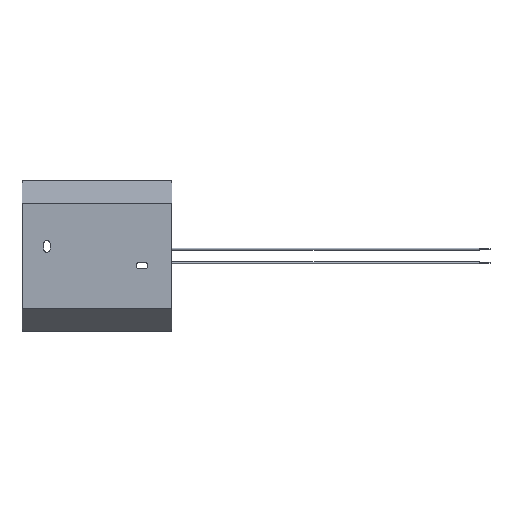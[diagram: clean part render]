
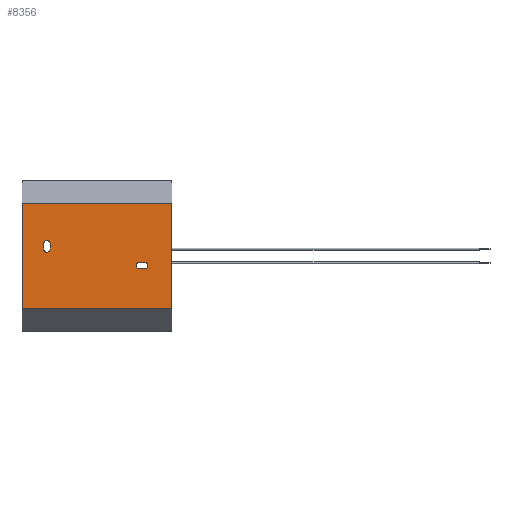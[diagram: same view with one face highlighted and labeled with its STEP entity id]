
A CAD part, front view. The second image highlights one B-rep face of the part: STEP entity #8356.
In plain terms, the highlighted planar face has unit normal (0, -1, 0).
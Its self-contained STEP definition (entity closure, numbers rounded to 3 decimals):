
#376 = ORIENTED_EDGE ( 'NONE', *, *, #4767, .F. ) ;
#528 = CARTESIAN_POINT ( 'NONE',  ( -22.02, 0., 0. ) ) ;
#766 = CARTESIAN_POINT ( 'NONE',  ( -23.52, 0., 5.79 ) ) ;
#1043 = LINE ( 'NONE', #1979, #1946 ) ;
#1047 = ORIENTED_EDGE ( 'NONE', *, *, #3820, .F. ) ;
#1196 = ORIENTED_EDGE ( 'NONE', *, *, #3447, .F. ) ;
#1502 = LINE ( 'NONE', #14866, #1868 ) ;
#1755 = VERTEX_POINT ( 'NONE', #3500 ) ;
#1768 = LINE ( 'NONE', #11296, #7010 ) ;
#1868 = VECTOR ( 'NONE', #7892, 1000. ) ;
#1946 = VECTOR ( 'NONE', #10045, 1000. ) ;
#1979 = CARTESIAN_POINT ( 'NONE',  ( 35.25, 0., -6.04 ) ) ;
#2681 = EDGE_CURVE ( 'NONE', #11641, #8172, #5405, .T. ) ;
#2699 = VERTEX_POINT ( 'NONE', #10764 ) ;
#2708 = LINE ( 'NONE', #14772, #14294 ) ;
#2726 = CARTESIAN_POINT ( 'NONE',  ( -25.02, 0., 3.29 ) ) ;
#2771 = DIRECTION ( 'NONE',  ( 0., 1., 0. ) ) ;
#2830 = ORIENTED_EDGE ( 'NONE', *, *, #4803, .F. ) ;
#3447 = EDGE_CURVE ( 'NONE', #7073, #3533, #2708, .T. ) ;
#3500 = CARTESIAN_POINT ( 'NONE',  ( -23.52, 0., 7.29 ) ) ;
#3526 = CARTESIAN_POINT ( 'NONE',  ( 20.01, 0., -3.04 ) ) ;
#3533 = VERTEX_POINT ( 'NONE', #8919 ) ;
#3651 = EDGE_CURVE ( 'NONE', #8172, #2699, #11930, .T. ) ;
#3792 = DIRECTION ( 'NONE',  ( 0., 0., 1. ) ) ;
#3820 = EDGE_CURVE ( 'NONE', #1755, #9251, #14818, .T. ) ;
#3857 = CARTESIAN_POINT ( 'NONE',  ( 22.51, 0., -6.04 ) ) ;
#4280 = DIRECTION ( 'NONE',  ( 0., 0., -1. ) ) ;
#4306 = EDGE_CURVE ( 'NONE', #13793, #7073, #1768, .T. ) ;
#4613 = VERTEX_POINT ( 'NONE', #2726 ) ;
#4643 = ORIENTED_EDGE ( 'NONE', *, *, #7484, .F. ) ;
#4767 = EDGE_CURVE ( 'NONE', #6038, #12550, #5548, .T. ) ;
#4790 = DIRECTION ( 'NONE',  ( -1., 0., 0. ) ) ;
#4803 = EDGE_CURVE ( 'NONE', #3533, #9394, #5750, .T. ) ;
#4924 = EDGE_CURVE ( 'NONE', #2699, #9015, #1043, .T. ) ;
#5169 = EDGE_CURVE ( 'NONE', #12550, #1755, #7156, .T. ) ;
#5405 = LINE ( 'NONE', #13196, #12293 ) ;
#5410 = ORIENTED_EDGE ( 'NONE', *, *, #11508, .F. ) ;
#5528 = EDGE_LOOP ( 'NONE', ( #14695, #1047, #14488, #376, #5410 ) ) ;
#5548 = LINE ( 'NONE', #528, #13700 ) ;
#5562 = FACE_OUTER_BOUND ( 'NONE', #13780, .T. ) ;
#5750 = LINE ( 'NONE', #12337, #6107 ) ;
#5754 = DIRECTION ( 'NONE',  ( 0., -1., 0. ) ) ;
#6038 = VERTEX_POINT ( 'NONE', #11966 ) ;
#6107 = VECTOR ( 'NONE', #4280, 1000. ) ;
#6324 = ORIENTED_EDGE ( 'NONE', *, *, #9562, .F. ) ;
#6720 = ORIENTED_EDGE ( 'NONE', *, *, #4924, .F. ) ;
#6879 = CARTESIAN_POINT ( 'NONE',  ( -35.25, 0., -24.85 ) ) ;
#6907 = DIRECTION ( 'NONE',  ( 0., -1., 0. ) ) ;
#6954 = CARTESIAN_POINT ( 'NONE',  ( 20.01, 0., -4.54 ) ) ;
#7010 = VECTOR ( 'NONE', #12371, 1000. ) ;
#7073 = VERTEX_POINT ( 'NONE', #12142 ) ;
#7099 = CARTESIAN_POINT ( 'NONE',  ( 22.51, 0., -3.04 ) ) ;
#7141 = DIRECTION ( 'NONE',  ( 0., -1., 0. ) ) ;
#7156 = CIRCLE ( 'NONE', #11588, 1.5 ) ;
#7484 = EDGE_CURVE ( 'NONE', #9015, #11641, #10667, .T. ) ;
#7568 = DIRECTION ( 'NONE',  ( 0., 0., 1. ) ) ;
#7892 = DIRECTION ( 'NONE',  ( 0., 0., -1. ) ) ;
#7918 = CARTESIAN_POINT ( 'NONE',  ( -25.02, 0., 5.79 ) ) ;
#8013 = CARTESIAN_POINT ( 'NONE',  ( 22.51, 0., -4.54 ) ) ;
#8172 = VERTEX_POINT ( 'NONE', #3526 ) ;
#8356 = ADVANCED_FACE ( 'NONE', ( #5562, #13924, #10835 ), #13037, .F. ) ;
#8551 = CARTESIAN_POINT ( 'NONE',  ( -23.52, 0., 3.29 ) ) ;
#8574 = DIRECTION ( 'NONE',  ( 0., 0., 1. ) ) ;
#8919 = CARTESIAN_POINT ( 'NONE',  ( 35.25, 0., 24.85 ) ) ;
#9015 = VERTEX_POINT ( 'NONE', #3857 ) ;
#9020 = EDGE_LOOP ( 'NONE', ( #9524, #4643, #6720, #10066 ) ) ;
#9027 = DIRECTION ( 'NONE',  ( 1., 0., 0. ) ) ;
#9133 = DIRECTION ( 'NONE',  ( 0., -1., 0. ) ) ;
#9190 = DIRECTION ( 'NONE',  ( 0., 0., 1. ) ) ;
#9250 = AXIS2_PLACEMENT_3D ( 'NONE', #8551, #7141, #12072 ) ;
#9251 = VERTEX_POINT ( 'NONE', #7918 ) ;
#9298 = DIRECTION ( 'NONE',  ( 0., 0., 1. ) ) ;
#9394 = VERTEX_POINT ( 'NONE', #13564 ) ;
#9412 = CARTESIAN_POINT ( 'NONE',  ( 35.25, 0., -24.85 ) ) ;
#9502 = CARTESIAN_POINT ( 'NONE',  ( -23.52, 0., 5.79 ) ) ;
#9524 = ORIENTED_EDGE ( 'NONE', *, *, #2681, .F. ) ;
#9562 = EDGE_CURVE ( 'NONE', #9394, #13793, #13332, .T. ) ;
#10045 = DIRECTION ( 'NONE',  ( 1., 0., 0. ) ) ;
#10066 = ORIENTED_EDGE ( 'NONE', *, *, #3651, .F. ) ;
#10084 = CARTESIAN_POINT ( 'NONE',  ( -22.02, 0., 5.79 ) ) ;
#10633 = AXIS2_PLACEMENT_3D ( 'NONE', #8013, #9133, #9298 ) ;
#10667 = CIRCLE ( 'NONE', #10633, 1.5 ) ;
#10764 = CARTESIAN_POINT ( 'NONE',  ( 20.01, 0., -6.04 ) ) ;
#10835 = FACE_BOUND ( 'NONE', #5528, .T. ) ;
#11296 = CARTESIAN_POINT ( 'NONE',  ( -35.25, 0., 0. ) ) ;
#11319 = VECTOR ( 'NONE', #4790, 1000. ) ;
#11508 = EDGE_CURVE ( 'NONE', #4613, #6038, #11596, .T. ) ;
#11588 = AXIS2_PLACEMENT_3D ( 'NONE', #9502, #14219, #3792 ) ;
#11596 = CIRCLE ( 'NONE', #9250, 1.5 ) ;
#11641 = VERTEX_POINT ( 'NONE', #7099 ) ;
#11930 = CIRCLE ( 'NONE', #12330, 1.5 ) ;
#11966 = CARTESIAN_POINT ( 'NONE',  ( -22.02, 0., 3.29 ) ) ;
#12067 = CARTESIAN_POINT ( 'NONE',  ( 35.25, 0., 0. ) ) ;
#12072 = DIRECTION ( 'NONE',  ( 0., 0., 1. ) ) ;
#12142 = CARTESIAN_POINT ( 'NONE',  ( -35.25, 0., 24.85 ) ) ;
#12293 = VECTOR ( 'NONE', #14375, 1000. ) ;
#12330 = AXIS2_PLACEMENT_3D ( 'NONE', #6954, #6907, #9190 ) ;
#12337 = CARTESIAN_POINT ( 'NONE',  ( 35.25, 0., 0. ) ) ;
#12371 = DIRECTION ( 'NONE',  ( 0., 0., 1. ) ) ;
#12504 = ORIENTED_EDGE ( 'NONE', *, *, #4306, .F. ) ;
#12550 = VERTEX_POINT ( 'NONE', #10084 ) ;
#13037 = PLANE ( 'NONE',  #14153 ) ;
#13196 = CARTESIAN_POINT ( 'NONE',  ( 35.25, 0., -3.04 ) ) ;
#13332 = LINE ( 'NONE', #9412, #11319 ) ;
#13564 = CARTESIAN_POINT ( 'NONE',  ( 35.25, 0., -24.85 ) ) ;
#13700 = VECTOR ( 'NONE', #8574, 1000. ) ;
#13780 = EDGE_LOOP ( 'NONE', ( #6324, #2830, #1196, #12504 ) ) ;
#13793 = VERTEX_POINT ( 'NONE', #6879 ) ;
#13924 = FACE_BOUND ( 'NONE', #9020, .T. ) ;
#14153 = AXIS2_PLACEMENT_3D ( 'NONE', #12067, #2771, #14408 ) ;
#14219 = DIRECTION ( 'NONE',  ( 0., -1., 0. ) ) ;
#14294 = VECTOR ( 'NONE', #9027, 1000. ) ;
#14305 = AXIS2_PLACEMENT_3D ( 'NONE', #766, #5754, #7568 ) ;
#14375 = DIRECTION ( 'NONE',  ( -1., 0., 0. ) ) ;
#14408 = DIRECTION ( 'NONE',  ( 0., 0., 1. ) ) ;
#14488 = ORIENTED_EDGE ( 'NONE', *, *, #5169, .F. ) ;
#14695 = ORIENTED_EDGE ( 'NONE', *, *, #14748, .F. ) ;
#14748 = EDGE_CURVE ( 'NONE', #9251, #4613, #1502, .T. ) ;
#14772 = CARTESIAN_POINT ( 'NONE',  ( 35.25, 0., 24.85 ) ) ;
#14818 = CIRCLE ( 'NONE', #14305, 1.5 ) ;
#14866 = CARTESIAN_POINT ( 'NONE',  ( -25.02, 0., 0. ) ) ;
